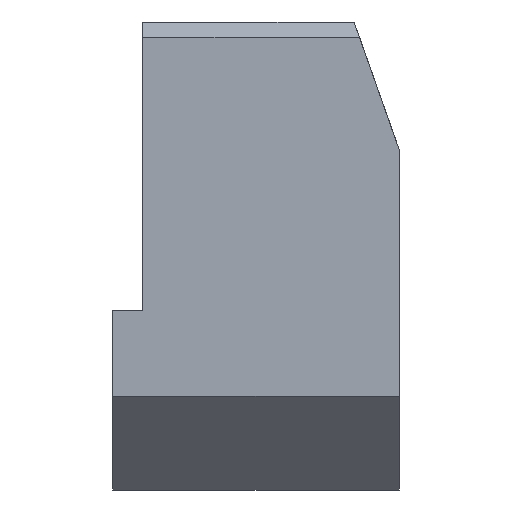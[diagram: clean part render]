
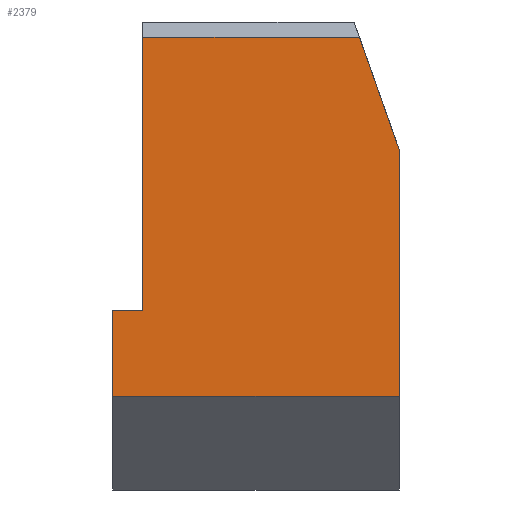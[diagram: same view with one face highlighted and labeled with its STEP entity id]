
A CAD part, left-side view. The second image highlights one B-rep face of the part: STEP entity #2379.
In plain terms, the highlighted planar face has unit normal (-1, 0, 0).
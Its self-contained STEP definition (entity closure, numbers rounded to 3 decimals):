
#128=PLANE('',#2515);
#241=FACE_OUTER_BOUND('',#375,.T.);
#375=EDGE_LOOP('',(#2039,#2040,#2041,#2042,#2043,#2044,#2045));
#528=LINE('',#3798,#787);
#556=LINE('',#3856,#815);
#611=LINE('',#3977,#870);
#624=LINE('',#4004,#883);
#627=LINE('',#4009,#886);
#628=LINE('',#4011,#887);
#629=LINE('',#4012,#888);
#787=VECTOR('',#2747,10.);
#815=VECTOR('',#2781,10.);
#870=VECTOR('',#2888,10.);
#883=VECTOR('',#2915,10.);
#886=VECTOR('',#2920,10.);
#887=VECTOR('',#2921,10.);
#888=VECTOR('',#2922,10.);
#1111=VERTEX_POINT('',#3795);
#1112=VERTEX_POINT('',#3797);
#1139=VERTEX_POINT('',#3854);
#1178=VERTEX_POINT('',#3974);
#1179=VERTEX_POINT('',#3976);
#1186=VERTEX_POINT('',#4003);
#1188=VERTEX_POINT('',#4010);
#1387=EDGE_CURVE('',#1112,#1111,#528,.T.);
#1417=EDGE_CURVE('',#1139,#1111,#556,.T.);
#1477=EDGE_CURVE('',#1179,#1178,#611,.T.);
#1492=EDGE_CURVE('',#1179,#1186,#624,.T.);
#1495=EDGE_CURVE('',#1178,#1112,#627,.T.);
#1496=EDGE_CURVE('',#1139,#1188,#628,.T.);
#1497=EDGE_CURVE('',#1186,#1188,#629,.T.);
#2039=ORIENTED_EDGE('',*,*,#1495,.T.);
#2040=ORIENTED_EDGE('',*,*,#1387,.T.);
#2041=ORIENTED_EDGE('',*,*,#1417,.F.);
#2042=ORIENTED_EDGE('',*,*,#1496,.T.);
#2043=ORIENTED_EDGE('',*,*,#1497,.F.);
#2044=ORIENTED_EDGE('',*,*,#1492,.F.);
#2045=ORIENTED_EDGE('',*,*,#1477,.T.);
#2379=ADVANCED_FACE('',(#241),#128,.T.);
#2515=AXIS2_PLACEMENT_3D('',#4008,#2918,#2919);
#2747=DIRECTION('',(0.,0.,-1.));
#2781=DIRECTION('',(0.,-1.,0.));
#2888=DIRECTION('',(0.,0.333,0.943));
#2915=DIRECTION('',(0.,0.,-1.));
#2918=DIRECTION('center_axis',(-1.,0.,0.));
#2919=DIRECTION('ref_axis',(0.,0.,
-1.));
#2920=DIRECTION('',(0.,1.,0.));
#2921=DIRECTION('',(0.,0.,-1.));
#2922=DIRECTION('',(0.,1.,0.));
#3795=CARTESIAN_POINT('',(12.,0.,-48.612));
#3797=CARTESIAN_POINT('',(12.,0.,-30.5));
#3798=CARTESIAN_POINT('',(12.,0.,-48.004));
#3854=CARTESIAN_POINT('',(12.,2.,-48.612));
#3856=CARTESIAN_POINT('',(12.,2.,-48.612));
#3974=CARTESIAN_POINT('',(12.,-14.353,-30.5));
#3976=CARTESIAN_POINT('',(12.,-17.,-38.));
#3977=CARTESIAN_POINT('',(12.,-17.,-38.));
#4003=CARTESIAN_POINT('',(12.,-17.,-54.286));
#4004=CARTESIAN_POINT('',(12.,-17.,-29.5));
#4008=CARTESIAN_POINT('Origin',(12.,0.,-50.007));
#4009=CARTESIAN_POINT('',(12.,-7.,-30.5));
#4010=CARTESIAN_POINT('',(12.,2.,-54.286));
#4011=CARTESIAN_POINT('',(12.,2.,-54.313));
#4012=CARTESIAN_POINT('',(12.,0.,-54.286));
